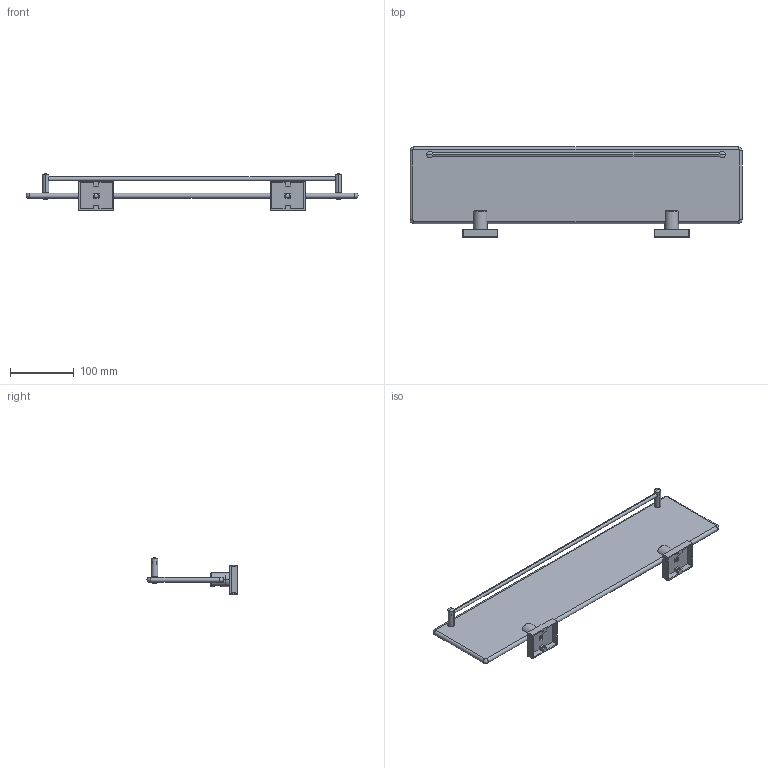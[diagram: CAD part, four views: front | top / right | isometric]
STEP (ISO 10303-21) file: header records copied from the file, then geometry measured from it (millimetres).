
FILE_DESCRIPTION (( 'STEP AP203' ), '1' );
FILE_NAME ('3187.STEP', '2016-07-20T08:42:52', ( '迾輿躂瑞' ), ( 'WwW.YlmF.CoM' ), 'SwSTEP 2.0', 'SolidWorks 2012', '' );
FILE_SCHEMA (( 'CONFIG_CONTROL_DESIGN' ));
Length unit declared in the file: millimetre
Products named in the file (9): 3187; 圉埴芛蹟佪M4X16; 8023誘戲芛(圉籵); 11誘戲芛菜え; 11趙衒怢誘戲; 11趙衒怢產薛; 11趙衒標蹟佪M10; 11趙衒標; 31釱
Assembly tree (16 placements, depth 2):
  3187
    31釱  x2
    11趙衒標  x2
    11趙衒標蹟佪M10  x2
    11趙衒怢產薛
    11趙衒怢誘戲
    11誘戲芛菜え  x4
    8023誘戲芛(圉籵)  x2
    圉埴芛蹟佪M4X16  x2
Bounding box: 519.98 x 140.99 x 57.1 mm (x, y, z)
Volume: 527578.3 mm3; surface area: 177807.8 mm2
Topology: 16 solids, 16 shells, 312 faces, 776 edges, 508 vertices
Faces by surface type: plane 140, cylinder 116, cone 34, bspline 10, torus 8, sphere 4
Entity records: 9272 total; most frequent: CARTESIAN_POINT 4312, ORIENTED_EDGE 796, DIRECTION 785, EDGE_CURVE 398, AXIS2_PLACEMENT_3D 293, VERTEX_POINT 262, VECTOR 199, LINE 199
